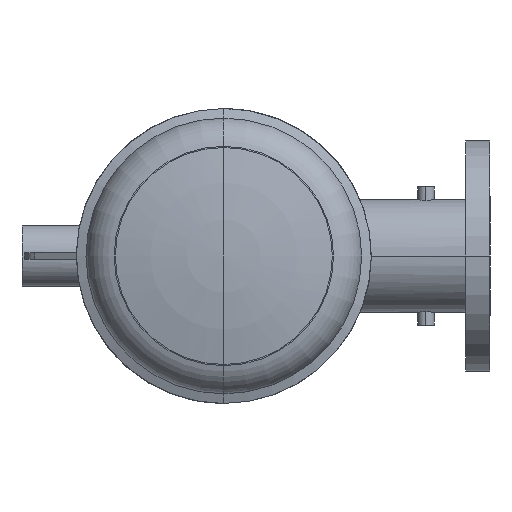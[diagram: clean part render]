
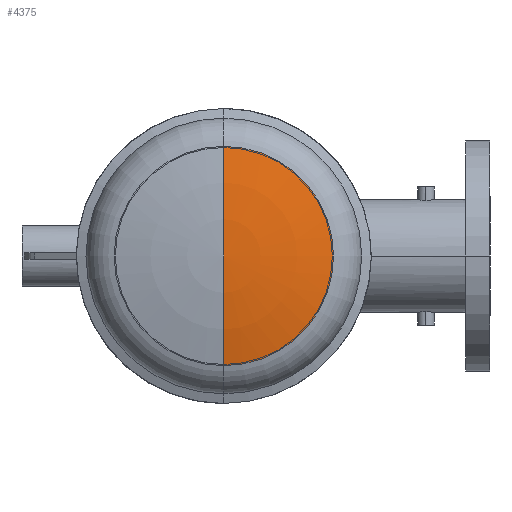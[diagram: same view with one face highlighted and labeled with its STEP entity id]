
A CAD part, left-side view. The second image highlights one B-rep face of the part: STEP entity #4375.
In plain terms, the highlighted toroidal (fillet/blend) face has major radius 0.086 mm and minor radius 508 mm.
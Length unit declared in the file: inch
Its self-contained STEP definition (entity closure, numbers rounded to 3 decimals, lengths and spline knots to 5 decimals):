
#252 = VERTEX_POINT ( 'NONE', #1890 ) ;
#574 = EDGE_CURVE ( 'NONE', #1027, #6127, #6475, .T. ) ;
#1027 = VERTEX_POINT ( 'NONE', #6825 ) ;
#1065 = CARTESIAN_POINT ( 'NONE',  ( -0.00073, 0., 0. ) ) ;
#1145 = DIRECTION ( 'NONE',  ( 0., 0., -1. ) ) ;
#1525 = DIRECTION ( 'NONE',  ( 0., 0., 1. ) ) ;
#1717 = CARTESIAN_POINT ( 'NONE',  ( 19.99927, 0., 0.00337 ) ) ;
#1748 = AXIS2_PLACEMENT_3D ( 'NONE', #7046, #4385, #1525 ) ;
#1890 = CARTESIAN_POINT ( 'NONE',  ( 0.46073, 0., -4.27481 ) ) ;
#2127 = DIRECTION ( 'NONE',  ( -1., 0., 0. ) ) ;
#2161 = EDGE_LOOP ( 'NONE', ( #3718, #4056, #6066 ) ) ;
#2945 = EDGE_CURVE ( 'NONE', #252, #1027, #4719, .T. ) ;
#2958 = AXIS2_PLACEMENT_3D ( 'NONE', #3565, #6358, #3067 ) ;
#3067 = DIRECTION ( 'NONE',  ( 0., 0., 1. ) ) ;
#3132 = AXIS2_PLACEMENT_3D ( 'NONE', #4873, #2127, #3967 ) ;
#3565 = CARTESIAN_POINT ( 'NONE',  ( 19.99927, 0., -0.00337 ) ) ;
#3718 = ORIENTED_EDGE ( 'NONE', *, *, #5789, .F. ) ;
#3765 = FACE_OUTER_BOUND ( 'NONE', #2161, .T. ) ;
#3967 = DIRECTION ( 'NONE',  ( 0., 0., 1. ) ) ;
#4056 = ORIENTED_EDGE ( 'NONE', *, *, #2945, .T. ) ;
#4185 = CIRCLE ( 'NONE', #2958, 20. ) ;
#4375 = ADVANCED_FACE ( 'NONE', ( #3765 ), #6534, .T. ) ;
#4385 = DIRECTION ( 'NONE',  ( -1., 0., 0. ) ) ;
#4719 = CIRCLE ( 'NONE', #1748, 4.27481 ) ;
#4873 = CARTESIAN_POINT ( 'NONE',  ( 19.99927, 0., 0. ) ) ;
#4900 = AXIS2_PLACEMENT_3D ( 'NONE', #1717, #5586, #1145 ) ;
#5586 = DIRECTION ( 'NONE',  ( 0., -1., 0. ) ) ;
#5789 = EDGE_CURVE ( 'NONE', #252, #6127, #4185, .T. ) ;
#6066 = ORIENTED_EDGE ( 'NONE', *, *, #574, .T. ) ;
#6127 = VERTEX_POINT ( 'NONE', #1065 ) ;
#6358 = DIRECTION ( 'NONE',  ( 0., 1., 0. ) ) ;
#6475 = CIRCLE ( 'NONE', #4900, 20. ) ;
#6534 = TOROIDAL_SURFACE ( 'NONE', #3132, 0.00337, 20. ) ;
#6825 = CARTESIAN_POINT ( 'NONE',  ( 0.46073, 0., 4.27481 ) ) ;
#7046 = CARTESIAN_POINT ( 'NONE',  ( 0.46073, 0., 0. ) ) ;
